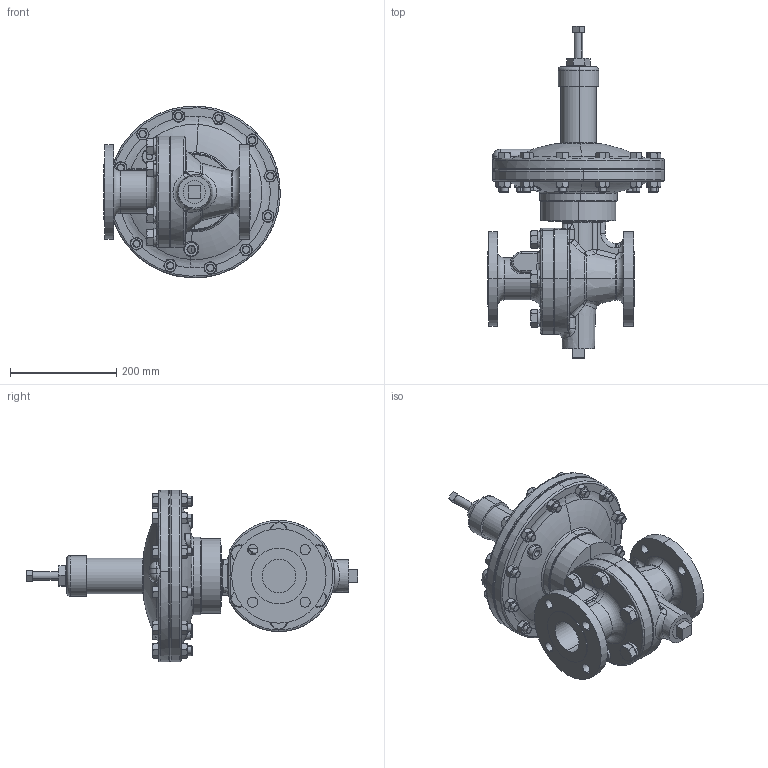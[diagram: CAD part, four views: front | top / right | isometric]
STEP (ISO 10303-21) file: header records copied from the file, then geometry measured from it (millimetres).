
FILE_DESCRIPTION (( 'STEP AP203' ), '1' );
FILE_NAME ('60-250-ALL-I5.STEP', '2017-07-21T13:25:33', ( '' ), ( '' ), 'SwSTEP 2.0', 'SolidWorks 2014', '' );
FILE_SCHEMA (( 'CONFIG_CONTROL_DESIGN' ));
Length unit declared in the file: inch
Products named in the file (2): 60-250-ALL-I5
Bounding box: 332.36 x 625.28 x 323.51 mm (x, y, z)
Volume: 10796039.5 mm3; surface area: 681893.1 mm2
Topology: 1 solids, 1 shells, 1086 faces, 2596 edges, 1539 vertices
Faces by surface type: plane 395, cone 334, cylinder 215, bspline 70, torus 58, sphere 14
Entity records: 39200 total; most frequent: CARTESIAN_POINT 15032, ORIENTED_EDGE 5168, DIRECTION 4863, EDGE_CURVE 2584, AXIS2_PLACEMENT_3D 2029, VERTEX_POINT 1539, EDGE_LOOP 1177, FACE_OUTER_BOUND 1086
